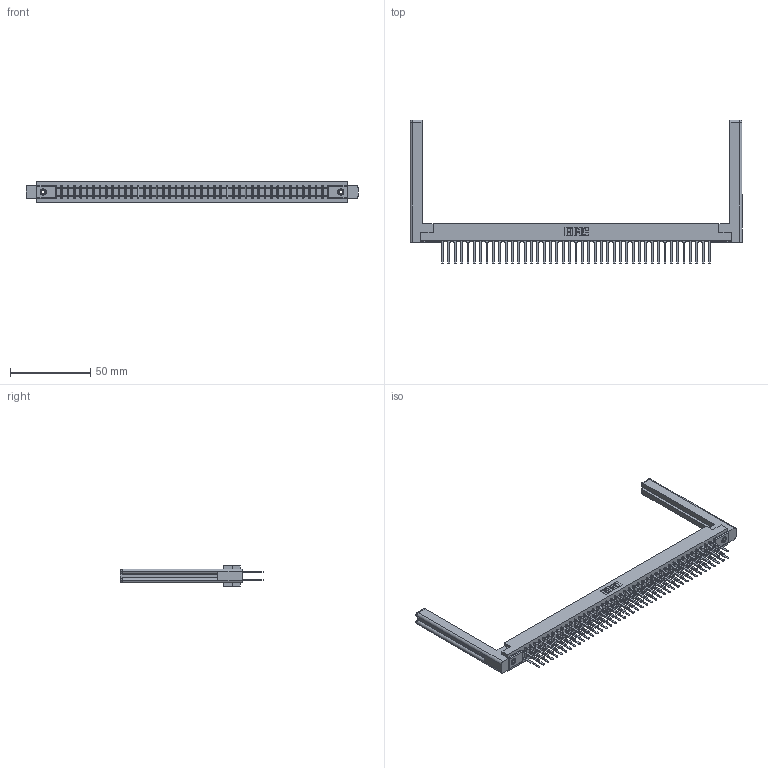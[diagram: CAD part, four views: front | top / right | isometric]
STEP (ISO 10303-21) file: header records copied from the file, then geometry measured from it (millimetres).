
FILE_DESCRIPTION (( 'STEP AP203' ), '1' );
FILE_NAME ('357-086-542-258.STEP', '2019-09-19T19:15:43', ( '' ), ( '' ), 'SwSTEP 2.0', 'SolidWorks 2016', '' );
FILE_SCHEMA (( 'CONFIG_CONTROL_DESIGN' ));
Length unit declared in the file: inch
Products named in the file (5): 307-290-001_542; 357-086-542-258; 307 Part_.156 Dia Mounting Holes; 345-250-001_345-250-001-102; 307-220-058
Assembly tree (91 placements, depth 2):
  357-086-542-258
    307 Part_.156 Dia Mounting Holes
    307-290-001_542  x86
    307-220-058  x2
    345-250-001_345-250-001-102  x2
Bounding box: 207.01 x 89.74 x 12.7 mm (x, y, z)
Volume: 29478.1 mm3; surface area: 34134.2 mm2
Topology: 91 solids, 91 shells, 4260 faces, 11857 edges, 7658 vertices
Faces by surface type: plane 2820, cylinder 1328, sphere 88, torus 12, cone 12
Entity records: 40717 total; most frequent: CARTESIAN_POINT 6678, ORIENTED_EDGE 6560, DIRECTION 6498, EDGE_CURVE 3280, VECTOR 2514, LINE 2514, VERTEX_POINT 2118, AXIS2_PLACEMENT_3D 1992
